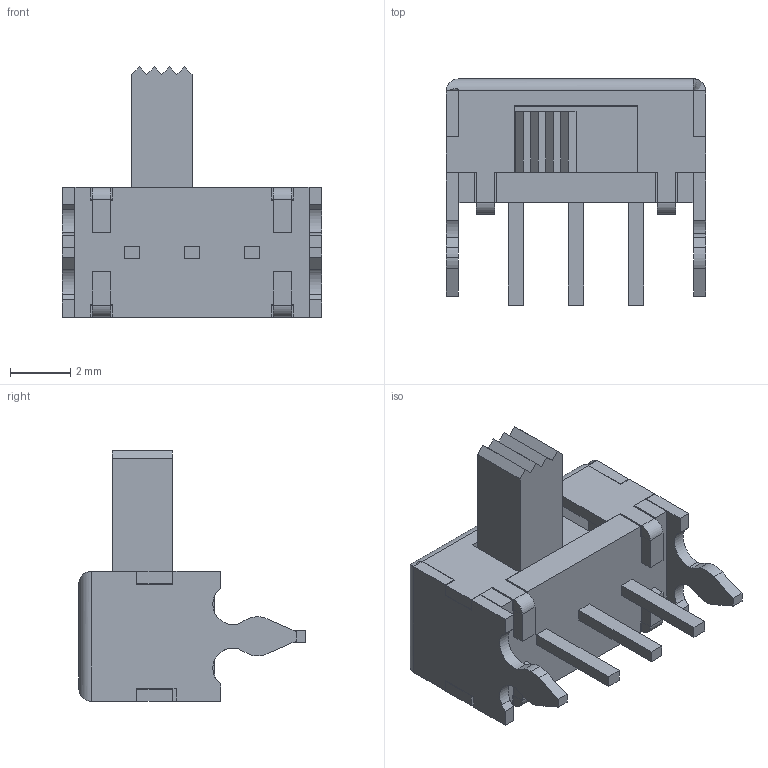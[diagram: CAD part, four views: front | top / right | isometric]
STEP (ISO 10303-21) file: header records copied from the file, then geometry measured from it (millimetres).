
FILE_DESCRIPTION (( 'STEP AP214' ), '1' );
FILE_NAME ('EG1247.STEP', '2023-03-06T18:27:04', ( '' ), ( '' ), 'SwSTEP 2.0', 'SolidWorks 2021', '' );
FILE_SCHEMA (( 'AUTOMOTIVE_DESIGN' ));
Length unit declared in the file: millimetre
Products named in the file (1): EG1247
Bounding box: 8.6 x 7.5 x 8.3 mm (x, y, z)
Volume: 130.4 mm3; surface area: 543.7 mm2
Topology: 10 solids, 10 shells, 232 faces, 576 edges, 364 vertices
Faces by surface type: plane 199, cylinder 28, bspline 5
Entity records: 7052 total; most frequent: CARTESIAN_POINT 1489, ORIENTED_EDGE 1152, DIRECTION 1042, EDGE_CURVE 576, VECTOR 506, LINE 506, VERTEX_POINT 364, AXIS2_PLACEMENT_3D 268
